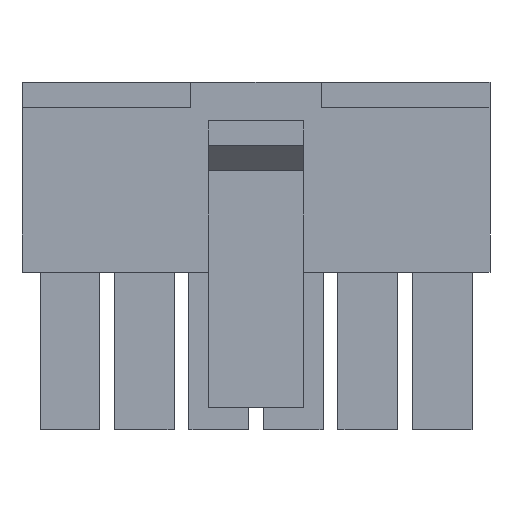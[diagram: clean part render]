
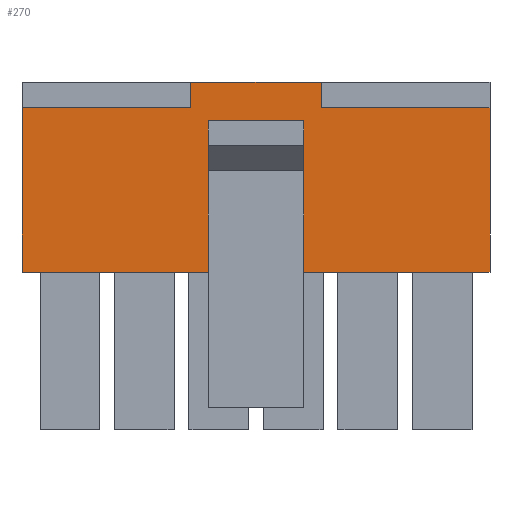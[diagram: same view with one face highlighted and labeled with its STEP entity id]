
A CAD part, front view. The second image highlights one B-rep face of the part: STEP entity #270.
In plain terms, the highlighted planar face has unit normal (0, -1, 0).
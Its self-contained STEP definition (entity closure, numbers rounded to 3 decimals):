
#43=FACE_OUTER_BOUND('',#811,.T.);
#270=ADVANCED_FACE('',(#43),#510,.F.);
#510=PLANE('',#4506);
#811=EDGE_LOOP('',(#1148,#1149,#1150,#1151,#1152,#1153,#1154,#1155,#1156,
#1157,#1158,#1159));
#1148=ORIENTED_EDGE('',*,*,#2760,.F.);
#1149=ORIENTED_EDGE('',*,*,#2761,.T.);
#1150=ORIENTED_EDGE('',*,*,#2762,.F.);
#1151=ORIENTED_EDGE('',*,*,#2763,.F.);
#1152=ORIENTED_EDGE('',*,*,#2764,.F.);
#1153=ORIENTED_EDGE('',*,*,#2765,.F.);
#1154=ORIENTED_EDGE('',*,*,#2755,.T.);
#1155=ORIENTED_EDGE('',*,*,#2766,.T.);
#1156=ORIENTED_EDGE('',*,*,#2708,.T.);
#1157=ORIENTED_EDGE('',*,*,#2767,.T.);
#1158=ORIENTED_EDGE('',*,*,#2757,.T.);
#1159=ORIENTED_EDGE('',*,*,#2768,.T.);
#2304=VERTEX_POINT('',#5881);
#2305=VERTEX_POINT('',#5882);
#2348=VERTEX_POINT('',#5976);
#2349=VERTEX_POINT('',#5978);
#2350=VERTEX_POINT('',#5982);
#2351=VERTEX_POINT('',#5983);
#2352=VERTEX_POINT('',#5988);
#2353=VERTEX_POINT('',#5989);
#2354=VERTEX_POINT('',#5991);
#2355=VERTEX_POINT('',#5993);
#2356=VERTEX_POINT('',#5995);
#2357=VERTEX_POINT('',#5997);
#2708=EDGE_CURVE('',#2304,#2305,#3314,.T.);
#2755=EDGE_CURVE('',#2349,#2348,#3361,.T.);
#2757=EDGE_CURVE('',#2350,#2351,#3363,.T.);
#2760=EDGE_CURVE('',#2352,#2353,#3366,.T.);
#2761=EDGE_CURVE('',#2352,#2354,#3367,.T.);
#2762=EDGE_CURVE('',#2355,#2354,#3368,.T.);
#2763=EDGE_CURVE('',#2356,#2355,#3369,.T.);
#2764=EDGE_CURVE('',#2357,#2356,#3370,.T.);
#2765=EDGE_CURVE('',#2349,#2357,#3371,.T.);
#2766=EDGE_CURVE('',#2348,#2304,#3372,.T.);
#2767=EDGE_CURVE('',#2305,#2350,#3373,.T.);
#2768=EDGE_CURVE('',#2351,#2353,#3374,.T.);
#3314=LINE('',#5880,#3918);
#3361=LINE('',#5977,#3965);
#3363=LINE('',#5981,#3967);
#3366=LINE('',#5987,#3970);
#3367=LINE('',#5990,#3971);
#3368=LINE('',#5992,#3972);
#3369=LINE('',#5994,#3973);
#3370=LINE('',#5996,#3974);
#3371=LINE('',#5998,#3975);
#3372=LINE('',#5999,#3976);
#3373=LINE('',#6000,#3977);
#3374=LINE('',#6001,#3978);
#3918=VECTOR('',#4767,1.);
#3965=VECTOR('',#4824,1.);
#3967=VECTOR('',#4828,1.);
#3970=VECTOR('',#4833,1.);
#3971=VECTOR('',#4834,1.);
#3972=VECTOR('',#4835,1.);
#3973=VECTOR('',#4836,1.);
#3974=VECTOR('',#4837,1.);
#3975=VECTOR('',#4838,1.);
#3976=VECTOR('',#4839,1.);
#3977=VECTOR('',#4840,1.);
#3978=VECTOR('',#4841,1.);
#4506=AXIS2_PLACEMENT_3D('',#6002,#4842,#4843);
#4767=DIRECTION('',(-1.,0.,0.));
#4824=DIRECTION('',(-1.,0.,0.));
#4828=DIRECTION('',(-1.,0.,0.));
#4833=DIRECTION('',(-1.,0.,0.));
#4834=DIRECTION('',(0.,0.,1.));
#4835=DIRECTION('',(-1.,0.,0.));
#4836=DIRECTION('',(0.,0.,1.));
#4837=DIRECTION('',(-1.,0.,0.));
#4838=DIRECTION('',(0.,0.,-1.));
#4839=DIRECTION('',(0.,0.,1.));
#4840=DIRECTION('',(0.,0.,-1.));
#4841=DIRECTION('',(0.,0.,-1.));
#4842=DIRECTION('',(0.,1.,0.));
#4843=DIRECTION('',(0.,0.,1.));
#5880=CARTESIAN_POINT('',(2.625,-3.425,7.65));
#5881=CARTESIAN_POINT('',(2.625,-3.425,7.65));
#5882=CARTESIAN_POINT('',(-2.625,-3.425,7.65));
#5976=CARTESIAN_POINT('',(2.625,-3.425,6.63));
#5977=CARTESIAN_POINT('',(9.425,-3.425,6.63));
#5978=CARTESIAN_POINT('',(9.425,-3.425,6.63));
#5981=CARTESIAN_POINT('',(9.425,-3.425,6.63));
#5982=CARTESIAN_POINT('',(-2.625,-3.425,6.63));
#5983=CARTESIAN_POINT('',(-9.425,-3.425,6.63));
#5987=CARTESIAN_POINT('',(9.425,-3.425,0.));
#5988=CARTESIAN_POINT('',(-1.925,-3.425,0.));
#5989=CARTESIAN_POINT('',(-9.425,-3.425,0.));
#5990=CARTESIAN_POINT('',(-1.925,-3.425,0.));
#5991=CARTESIAN_POINT('',(-1.925,-3.425,6.1));
#5992=CARTESIAN_POINT('',(1.925,-3.425,6.1));
#5993=CARTESIAN_POINT('',(1.925,-3.425,6.1));
#5994=CARTESIAN_POINT('',(1.925,-3.425,0.));
#5995=CARTESIAN_POINT('',(1.925,-3.425,0.));
#5996=CARTESIAN_POINT('',(9.425,-3.425,0.));
#5997=CARTESIAN_POINT('',(9.425,-3.425,0.));
#5998=CARTESIAN_POINT('',(9.425,-3.425,6.63));
#5999=CARTESIAN_POINT('',(2.625,-3.425,6.63));
#6000=CARTESIAN_POINT('',(-2.625,-3.425,7.65));
#6001=CARTESIAN_POINT('',(-9.425,-3.425,6.63));
#6002=CARTESIAN_POINT('',(9.425,-3.425,6.63));
